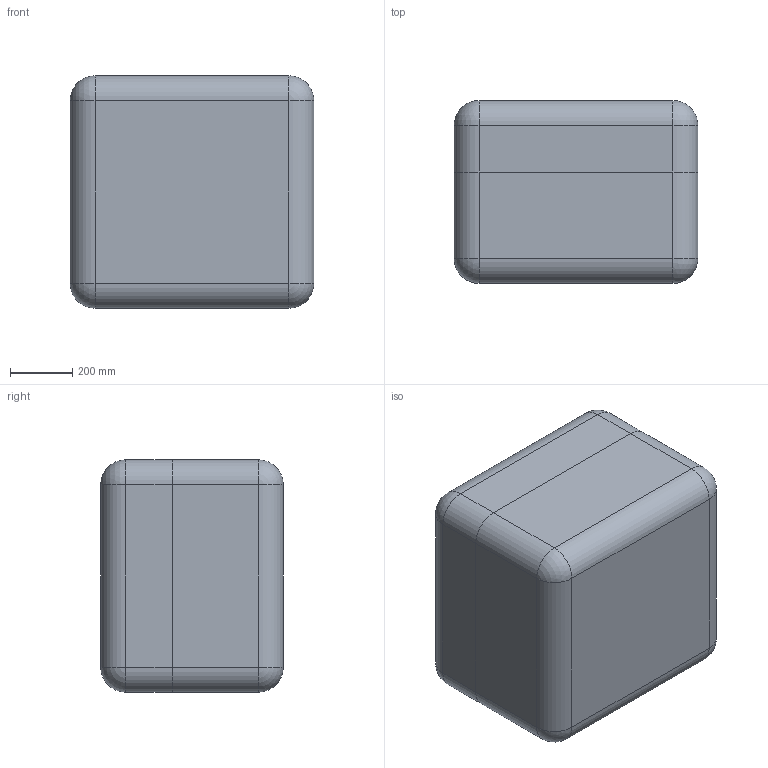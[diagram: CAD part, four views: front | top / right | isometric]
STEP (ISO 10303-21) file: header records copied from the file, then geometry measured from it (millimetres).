
FILE_DESCRIPTION (( 'STEP AP214' ), '1' );
FILE_NAME ('Êîíòåéíåð ÀÄÌÈÐÀË®ÏÐÎÔÅÑÑÈÎÍÀËÜÍÛÅ 100_óïðîùåííàÿ 3D-ìîäåëü.STEP', '2025-08-26T06:57:16', ( '' ), ( '' ), 'SwSTEP 2.0', 'SolidWorks 2021', '' );
FILE_SCHEMA (( 'AUTOMOTIVE_DESIGN' ));
Length unit declared in the file: millimetre
Products named in the file (3): Base 100(óïð)-1; Êîíòåéíåð ÀÄÌÈÐÀË®ÏÐÎÔÅÑÑÈÎÍÀËÜÍÛÅ 100_óïðîùåííàÿ 3D-ìîäåëü; Êðûøêà 06-H.01.0.096À óïð-1
Assembly tree (2 placements, depth 2):
  Êîíòåéíåð ÀÄÌÈÐÀË®ÏÐÎÔÅÑÑÈÎÍÀËÜÍÛÅ 100_óïðîùåííàÿ 3D-ìîäåëü
    Base 100(óïð)-1
    Êðûøêà 06-H.01.0.096À óïð-1
Bounding box: 782.58 x 585.81 x 745.44 mm (x, y, z)
Volume: 138354095.5 mm3; surface area: 6036675.9 mm2
Topology: 2 solids, 2 shells, 1474 faces, 3668 edges, 2120 vertices
Faces by surface type: cylinder 615, plane 303, bspline 284, torus 216, sphere 32, cone 24
Entity records: 54869 total; most frequent: CARTESIAN_POINT 22044, ORIENTED_EDGE 7176, DIRECTION 6676, EDGE_CURVE 3588, AXIS2_PLACEMENT_3D 2645, VERTEX_POINT 2120, EDGE_LOOP 1492, ADVANCED_FACE 1474
